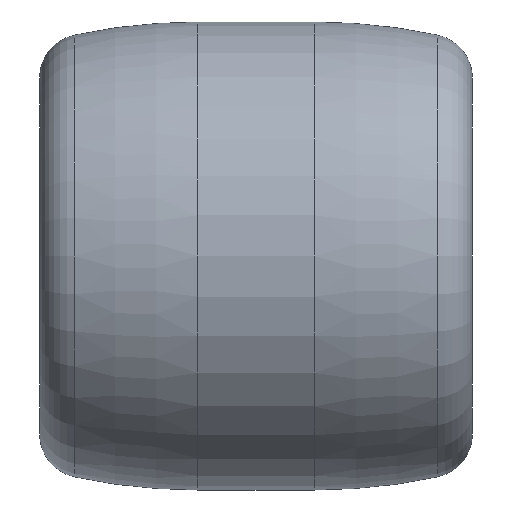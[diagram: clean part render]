
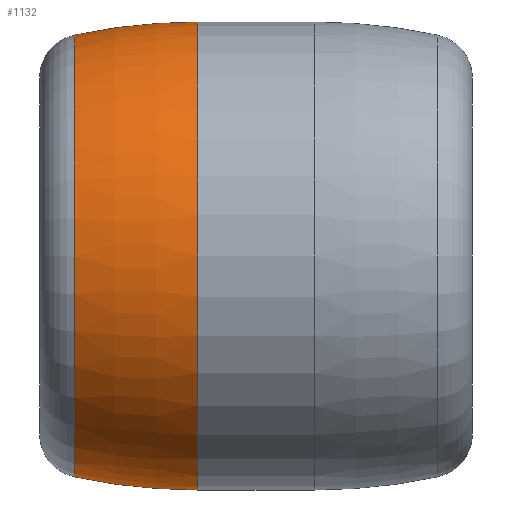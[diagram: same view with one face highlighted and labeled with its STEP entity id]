
A CAD part, front view. The second image highlights one B-rep face of the part: STEP entity #1132.
In plain terms, the highlighted toroidal (fillet/blend) face has major radius 60 mm and minor radius 100 mm.
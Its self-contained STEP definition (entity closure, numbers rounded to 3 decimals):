
#229 = EDGE_LOOP ( 'NONE', ( #945, #1099, #2230, #1032 ) ) ;
#368 = EDGE_CURVE ( 'NONE', #3097, #1092, #1619, .T. ) ;
#755 = AXIS2_PLACEMENT_3D ( 'NONE', #2108, #3440, #1276 ) ;
#771 = AXIS2_PLACEMENT_3D ( 'NONE', #842, #1671, #2806 ) ;
#803 = AXIS2_PLACEMENT_3D ( 'NONE', #1118, #876, #1370 ) ;
#842 = CARTESIAN_POINT ( 'NONE',  ( -10., 0., 0. ) ) ;
#876 = DIRECTION ( 'NONE',  ( 0., 1., 0. ) ) ;
#945 = ORIENTED_EDGE ( 'NONE', *, *, #368, .F. ) ;
#962 = CARTESIAN_POINT ( 'NONE',  ( -31.081, 0., -37.753 ) ) ;
#1002 = CARTESIAN_POINT ( 'NONE',  ( -10., 0., 0. ) ) ;
#1032 = ORIENTED_EDGE ( 'NONE', *, *, #2455, .T. ) ;
#1092 = VERTEX_POINT ( 'NONE', #962 ) ;
#1094 = CARTESIAN_POINT ( 'NONE',  ( -10., 0., 40. ) ) ;
#1099 = ORIENTED_EDGE ( 'NONE', *, *, #1191, .T. ) ;
#1118 = CARTESIAN_POINT ( 'NONE',  ( -10., 0., 60. ) ) ;
#1132 = ADVANCED_FACE ( 'NONE', ( #3574 ), #2532, .T. ) ;
#1191 = EDGE_CURVE ( 'NONE', #3097, #1740, #2348, .T. ) ;
#1276 = DIRECTION ( 'NONE',  ( 0., 0., -1. ) ) ;
#1370 = DIRECTION ( 'NONE',  ( 0., 0., 1. ) ) ;
#1531 = DIRECTION ( 'NONE',  ( -1., 0., 0. ) ) ;
#1619 = CIRCLE ( 'NONE', #803, 100. ) ;
#1671 = DIRECTION ( 'NONE',  ( -1., 0., 0. ) ) ;
#1740 = VERTEX_POINT ( 'NONE', #1094 ) ;
#1771 = DIRECTION ( 'NONE',  ( 0., -1., 0. ) ) ;
#1886 = AXIS2_PLACEMENT_3D ( 'NONE', #1002, #1531, #2381 ) ;
#1935 = VERTEX_POINT ( 'NONE', #2621 ) ;
#2108 = CARTESIAN_POINT ( 'NONE',  ( -31.081, 0., 0. ) ) ;
#2230 = ORIENTED_EDGE ( 'NONE', *, *, #2750, .T. ) ;
#2322 = CARTESIAN_POINT ( 'NONE',  ( -10., 0., -60. ) ) ;
#2328 = CIRCLE ( 'NONE', #755, 37.753 ) ;
#2348 = CIRCLE ( 'NONE', #771, 40. ) ;
#2381 = DIRECTION ( 'NONE',  ( 0., 0., 1. ) ) ;
#2455 = EDGE_CURVE ( 'NONE', #1935, #1092, #2328, .T. ) ;
#2463 = AXIS2_PLACEMENT_3D ( 'NONE', #2322, #1771, #3454 ) ;
#2532 = TOROIDAL_SURFACE ( 'NONE', #1886, -60., 100. ) ;
#2621 = CARTESIAN_POINT ( 'NONE',  ( -31.081, 0., 37.753 ) ) ;
#2750 = EDGE_CURVE ( 'NONE', #1740, #1935, #3446, .T. ) ;
#2806 = DIRECTION ( 'NONE',  ( 0., 0., 1. ) ) ;
#3020 = CARTESIAN_POINT ( 'NONE',  ( -10., 0., -40. ) ) ;
#3097 = VERTEX_POINT ( 'NONE', #3020 ) ;
#3440 = DIRECTION ( 'NONE',  ( 1., 0., 0. ) ) ;
#3446 = CIRCLE ( 'NONE', #2463, 100. ) ;
#3454 = DIRECTION ( 'NONE',  ( 0., 0., -1. ) ) ;
#3574 = FACE_OUTER_BOUND ( 'NONE', #229, .T. ) ;
